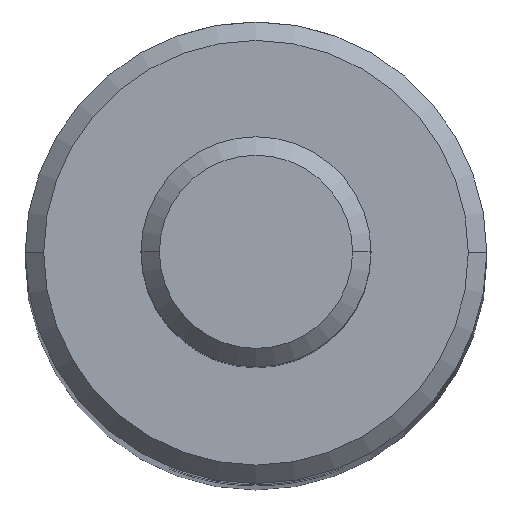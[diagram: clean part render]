
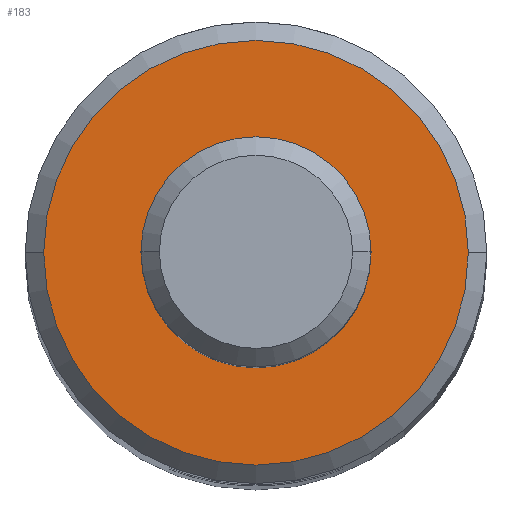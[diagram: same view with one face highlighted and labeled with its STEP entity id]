
A CAD part, top view. The second image highlights one B-rep face of the part: STEP entity #183.
In plain terms, the highlighted planar face has unit normal (0, 0, 1).
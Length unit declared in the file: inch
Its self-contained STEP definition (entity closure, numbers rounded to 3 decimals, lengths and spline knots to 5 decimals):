
#47 = CARTESIAN_POINT ( 'NONE',  ( 0.1245, 0., 3.98 ) ) ;
#58 = EDGE_LOOP ( 'NONE', ( #232, #319 ) ) ;
#60 = CARTESIAN_POINT ( 'NONE',  ( 0., 0., 3.98 ) ) ;
#65 = CARTESIAN_POINT ( 'NONE',  ( 0.22975, 0., 3.98 ) ) ;
#90 = CARTESIAN_POINT ( 'NONE',  ( -0.1245, 0., 3.98 ) ) ;
#113 = AXIS2_PLACEMENT_3D ( 'NONE', #892, #442, #966 ) ;
#125 = DIRECTION ( 'NONE',  ( 1., 0., 0. ) ) ;
#141 = DIRECTION ( 'NONE',  ( 1., 0., 0. ) ) ;
#143 = DIRECTION ( 'NONE',  ( 0., 0., 1. ) ) ;
#157 = CIRCLE ( 'NONE', #113, 0.22975 ) ;
#183 = ADVANCED_FACE ( 'NONE', ( #726, #533 ), #502, .T. ) ;
#186 = EDGE_LOOP ( 'NONE', ( #617, #605 ) ) ;
#224 = AXIS2_PLACEMENT_3D ( 'NONE', #588, #143, #654 ) ;
#229 = CARTESIAN_POINT ( 'NONE',  ( -0.22975, 0., 3.98 ) ) ;
#232 = ORIENTED_EDGE ( 'NONE', *, *, #931, .T. ) ;
#247 = CIRCLE ( 'NONE', #840, 0.22975 ) ;
#261 = VERTEX_POINT ( 'NONE', #47 ) ;
#319 = ORIENTED_EDGE ( 'NONE', *, *, #832, .T. ) ;
#435 = AXIS2_PLACEMENT_3D ( 'NONE', #60, #587, #141 ) ;
#442 = DIRECTION ( 'NONE',  ( 0., 0., 1. ) ) ;
#443 = DIRECTION ( 'NONE',  ( 0., 0., 1. ) ) ;
#502 = PLANE ( 'NONE',  #556 ) ;
#533 = FACE_BOUND ( 'NONE', #186, .T. ) ;
#556 = AXIS2_PLACEMENT_3D ( 'NONE', #952, #576, #125 ) ;
#576 = DIRECTION ( 'NONE',  ( 0., 0., 1. ) ) ;
#587 = DIRECTION ( 'NONE',  ( 0., 0., 1. ) ) ;
#588 = CARTESIAN_POINT ( 'NONE',  ( 0., 0., 3.98 ) ) ;
#605 = ORIENTED_EDGE ( 'NONE', *, *, #815, .F. ) ;
#617 = ORIENTED_EDGE ( 'NONE', *, *, #929, .F. ) ;
#628 = VERTEX_POINT ( 'NONE', #65 ) ;
#646 = CIRCLE ( 'NONE', #224, 0.1245 ) ;
#654 = DIRECTION ( 'NONE',  ( 1., 0., 0. ) ) ;
#726 = FACE_OUTER_BOUND ( 'NONE', #58, .T. ) ;
#730 = VERTEX_POINT ( 'NONE', #229 ) ;
#762 = CIRCLE ( 'NONE', #435, 0.1245 ) ;
#815 = EDGE_CURVE ( 'NONE', #261, #955, #646, .T. ) ;
#832 = EDGE_CURVE ( 'NONE', #730, #628, #247, .T. ) ;
#840 = AXIS2_PLACEMENT_3D ( 'NONE', #894, #443, #968 ) ;
#892 = CARTESIAN_POINT ( 'NONE',  ( 0., 0., 3.98 ) ) ;
#894 = CARTESIAN_POINT ( 'NONE',  ( 0., 0., 3.98 ) ) ;
#929 = EDGE_CURVE ( 'NONE', #955, #261, #762, .T. ) ;
#931 = EDGE_CURVE ( 'NONE', #628, #730, #157, .T. ) ;
#952 = CARTESIAN_POINT ( 'NONE',  ( 0., 0., 3.98 ) ) ;
#955 = VERTEX_POINT ( 'NONE', #90 ) ;
#966 = DIRECTION ( 'NONE',  ( 1., 0., 0. ) ) ;
#968 = DIRECTION ( 'NONE',  ( 1., 0., 0. ) ) ;
